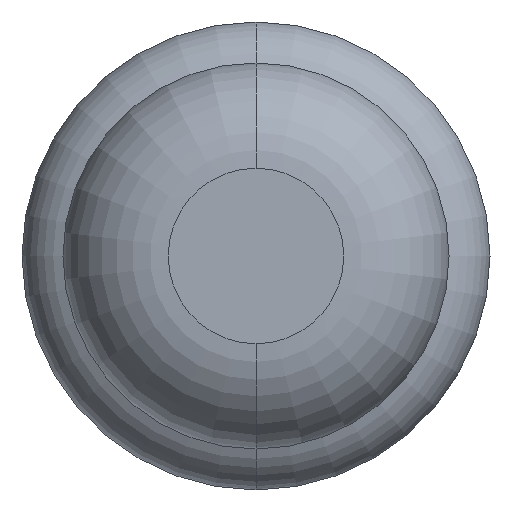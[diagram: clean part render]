
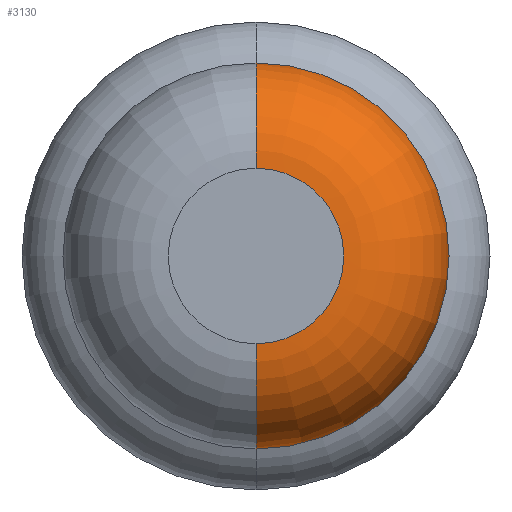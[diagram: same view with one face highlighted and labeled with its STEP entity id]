
A CAD part, front view. The second image highlights one B-rep face of the part: STEP entity #3130.
In plain terms, the highlighted toroidal (fillet/blend) face has major radius 0.375 mm and minor radius 0.45 mm.
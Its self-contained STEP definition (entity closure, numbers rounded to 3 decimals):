
#7 = DIRECTION ( 'NONE',  ( -1., 0., 0. ) ) ;
#162 = ORIENTED_EDGE ( 'NONE', *, *, #1693, .F. ) ;
#182 = DIRECTION ( 'NONE',  ( 0., 0., 1. ) ) ;
#300 = CARTESIAN_POINT ( 'NONE',  ( 0., -24., 0.375 ) ) ;
#439 = DIRECTION ( 'NONE',  ( 0., 0., 1. ) ) ;
#562 = CARTESIAN_POINT ( 'NONE',  ( 0., -23.55, 0.825 ) ) ;
#566 = CARTESIAN_POINT ( 'NONE',  ( 0., -24., -0.375 ) ) ;
#581 = DIRECTION ( 'NONE',  ( 0., 1., 0. ) ) ;
#610 = EDGE_CURVE ( 'Defeature ausgef�hrt1_7+Defeature ausgef�hrt1_6+Defeature ausgef�hrt1_6+Defeature ausgef�hrt1_6', #1135, #3059, #3412, .T. ) ;
#722 = DIRECTION ( 'NONE',  ( 0., 0., 1. ) ) ;
#1135 = VERTEX_POINT ( 'NONE', #562 ) ;
#1151 = CIRCLE ( 'NONE', #2848, 0.375 ) ;
#1242 = DIRECTION ( 'NONE',  ( 0., 0., -1. ) ) ;
#1487 = DIRECTION ( 'NONE',  ( 0., 1., 0. ) ) ;
#1574 = CIRCLE ( 'NONE', #4239, 0.45 ) ;
#1589 = EDGE_CURVE ( 'NONE', #2594, #3059, #3829, .T. ) ;
#1693 = EDGE_CURVE ( 'NONE', #2659, #1135, #1574, .T. ) ;
#1732 = EDGE_LOOP ( 'NONE', ( #3299, #3438, #3303, #162 ) ) ;
#1919 = AXIS2_PLACEMENT_3D ( 'NONE', #2872, #2242, #182 ) ;
#2145 = CARTESIAN_POINT ( 'NONE',  ( 0., -23.55, 0.375 ) ) ;
#2242 = DIRECTION ( 'NONE',  ( 0., 1., 0. ) ) ;
#2517 = CARTESIAN_POINT ( 'NONE',  ( 0., -24., 0. ) ) ;
#2594 = VERTEX_POINT ( 'NONE', #566 ) ;
#2612 = FACE_OUTER_BOUND ( 'NONE', #1732, .T. ) ;
#2649 = CARTESIAN_POINT ( 'NONE',  ( 0., -23.55, 0. ) ) ;
#2659 = VERTEX_POINT ( 'NONE', #300 ) ;
#2848 = AXIS2_PLACEMENT_3D ( 'NONE', #2517, #1487, #439 ) ;
#2872 = CARTESIAN_POINT ( 'NONE',  ( 0., -23.55, 0. ) ) ;
#2935 = TOROIDAL_SURFACE ( 'NONE', #1919, 0.375, 0.45 ) ;
#2953 = CARTESIAN_POINT ( 'NONE',  ( 0., -23.55, -0.375 ) ) ;
#2993 = DIRECTION ( 'NONE',  ( 0., 0., 1. ) ) ;
#3003 = AXIS2_PLACEMENT_3D ( 'NONE', #2649, #581, #2993 ) ;
#3059 = VERTEX_POINT ( 'NONE', #3489 ) ;
#3130 = ADVANCED_FACE ( 'Defeature ausgef�hrt1_6', ( #2612 ), #2935, .T. ) ;
#3296 = DIRECTION ( 'NONE',  ( 1., 0., 0. ) ) ;
#3299 = ORIENTED_EDGE ( 'NONE', *, *, #3602, .T. ) ;
#3303 = ORIENTED_EDGE ( 'NONE', *, *, #610, .F. ) ;
#3412 = CIRCLE ( 'NONE', #3003, 0.825 ) ;
#3438 = ORIENTED_EDGE ( 'NONE', *, *, #1589, .T. ) ;
#3489 = CARTESIAN_POINT ( 'NONE',  ( 0., -23.55, -0.825 ) ) ;
#3602 = EDGE_CURVE ( 'Defeature ausgef�hrt1_6+Defeature ausgef�hrt1_5+Defeature ausgef�hrt1_5+Defeature ausgef�hrt1_5', #2659, #2594, #1151, .T. ) ;
#3829 = CIRCLE ( 'NONE', #3997, 0.45 ) ;
#3997 = AXIS2_PLACEMENT_3D ( 'NONE', #2953, #3296, #1242 ) ;
#4239 = AXIS2_PLACEMENT_3D ( 'NONE', #2145, #7, #722 ) ;
